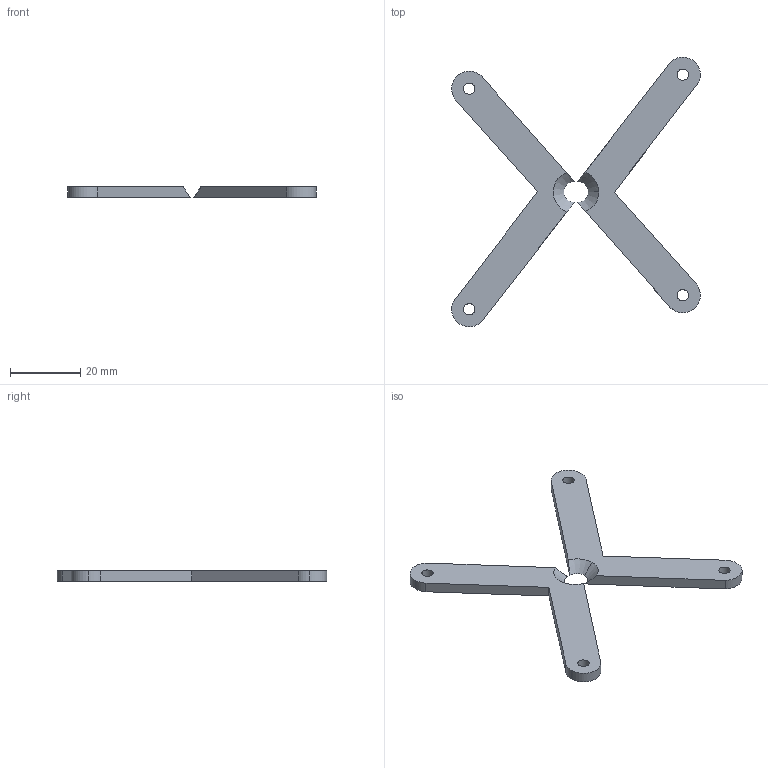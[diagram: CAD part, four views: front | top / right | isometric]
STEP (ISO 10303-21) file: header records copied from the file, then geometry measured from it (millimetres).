
FILE_DESCRIPTION(('HOOPS Exchange Step'),'2;1');
FILE_NAME('temp_export','2024-04-07T13:28:06+02:00',('mobile'),('Shapr3D Limited'),'HOOPS Exchange 2023.2','Shapr3D','Authorized');
FILE_SCHEMA( ('AUTOMOTIVE_DESIGN { 1 0 10303 214 1 1 1 1 }') );
Length unit declared in the file: millimetre
Products named in the file (1): root
Bounding box: 71 x 76.99 x 3 mm (x, y, z)
Volume: 5035.3 mm3; surface area: 4675.1 mm2
Topology: 2 solids, 2 shells, 27 faces, 75 edges, 52 vertices
Faces by surface type: plane 12, cylinder 12, cone 3
Full cylindrical faces by diameter (mm): 3.2 x4
Entity records: 960 total; most frequent: CARTESIAN_POINT 191, DIRECTION 163, ORIENTED_EDGE 150, EDGE_CURVE 75, AXIS2_PLACEMENT_3D 64, VERTEX_POINT 52, CIRCLE 36, VECTOR 35
